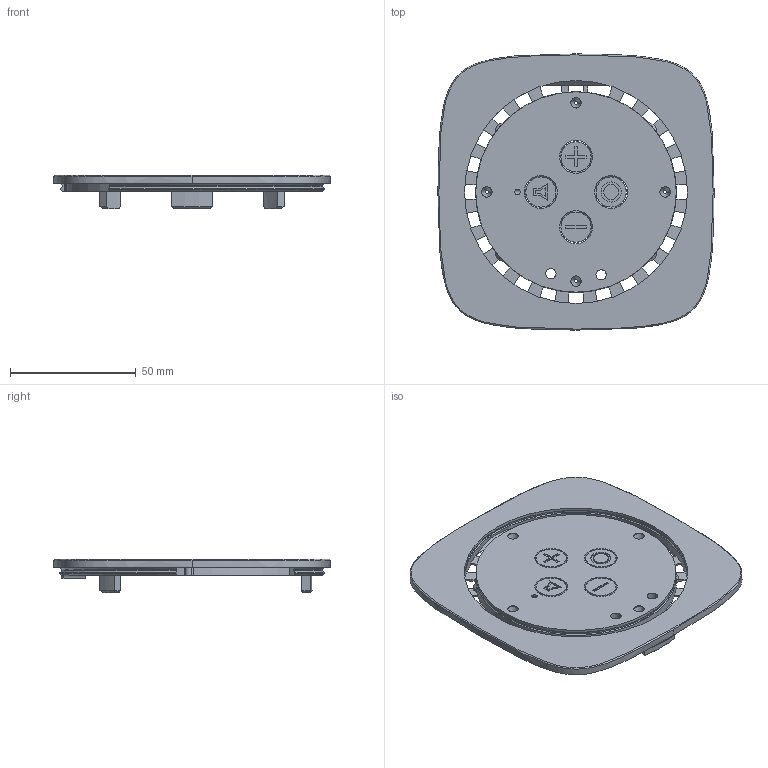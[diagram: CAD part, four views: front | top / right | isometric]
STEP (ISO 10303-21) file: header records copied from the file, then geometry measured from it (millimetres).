
FILE_DESCRIPTION(/* description */ (''),/* implementation_level */ '2;1');
FILE_NAME(/* name */ 'UFO Template with Diffuser Ring (mod) - cap.step',/* time_stamp */ '2025-05-27T12:23:37-07:00',/* author */ (''),/* organization */ (''),/* preprocessor_version */ 'ST-DEVELOPER v20.1',/* originating_system */ 'Autodesk Translation Framework v14.10.0.0',/* authorisation */ '');
FILE_SCHEMA (('AUTOMOTIVE_DESIGN { 1 0 10303 214 3 1 1 }'));
Length unit declared in the file: millimetre
Products named in the file (3): UFO Printable Compliant V2; UFO Template v40; Main Body
Assembly tree (2 placements, depth 3):
  UFO Printable Compliant V2
    UFO Template v40
      Main Body
Bounding box: 110 x 110 x 13.5 mm (x, y, z)
Volume: 33316.8 mm3; surface area: 31766.5 mm2
Topology: 1 solids, 1 shells, 521 faces, 1502 edges, 991 vertices
Faces by surface type: plane 337, cylinder 121, cone 53, bspline 10
Full cylindrical faces by diameter (mm): 1.35 x4, 2.2 x2, 2.6 x1, 2.8 x6, 2.95 x4, 4.1 x2, 4.159 x4, 4.55 x4, 5 x1, 6 x3, 7.3 x2, 8 x1, 12 x4, 13.2 x4, 79 x1, 79.8 x2, 88.8 x2, 89.6 x1
Entity records: 18305 total; most frequent: CARTESIAN_POINT 4300, ORIENTED_EDGE 3004, DIRECTION 2885, EDGE_CURVE 1502, AXIS2_PLACEMENT_3D 1002, VERTEX_POINT 991, LINE 881, VECTOR 881
